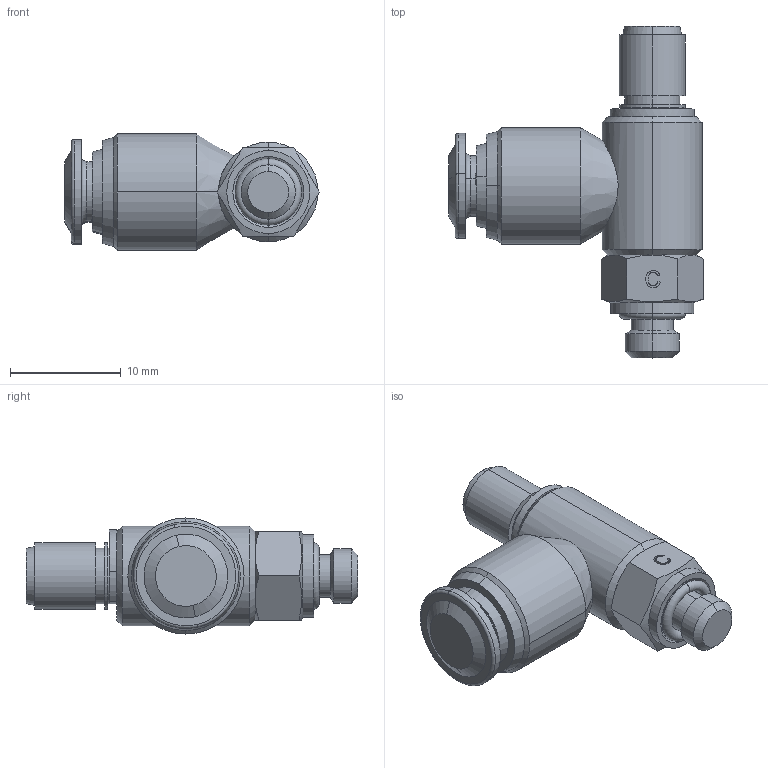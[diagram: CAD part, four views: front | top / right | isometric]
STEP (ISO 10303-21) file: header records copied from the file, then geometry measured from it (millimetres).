
FILE_DESCRIPTION (( 'STEP AP214' ), '1' );
FILE_NAME ('5790100002A.step', '2012-10-22T17:38:56', ( '' ), ( '' ), 'SwSTEP 2.0', 'SolidWorks 2012', '' );
FILE_SCHEMA (( 'AUTOMOTIVE_DESIGN' ));
Length unit declared in the file: millimetre
Products named in the file (1): 5790100002A
Bounding box: 23.02 x 30 x 10.5 mm (x, y, z)
Volume: 2371.1 mm3; surface area: 1494.8 mm2
Topology: 1 solids, 1 shells, 119 faces, 279 edges, 174 vertices
Faces by surface type: plane 34, cone 32, cylinder 31, torus 14, bspline 8
Entity records: 4608 total; most frequent: CARTESIAN_POINT 1409, DIRECTION 607, ORIENTED_EDGE 558, EDGE_CURVE 279, AXIS2_PLACEMENT_3D 254, VERTEX_POINT 174, CIRCLE 142, EDGE_LOOP 133
